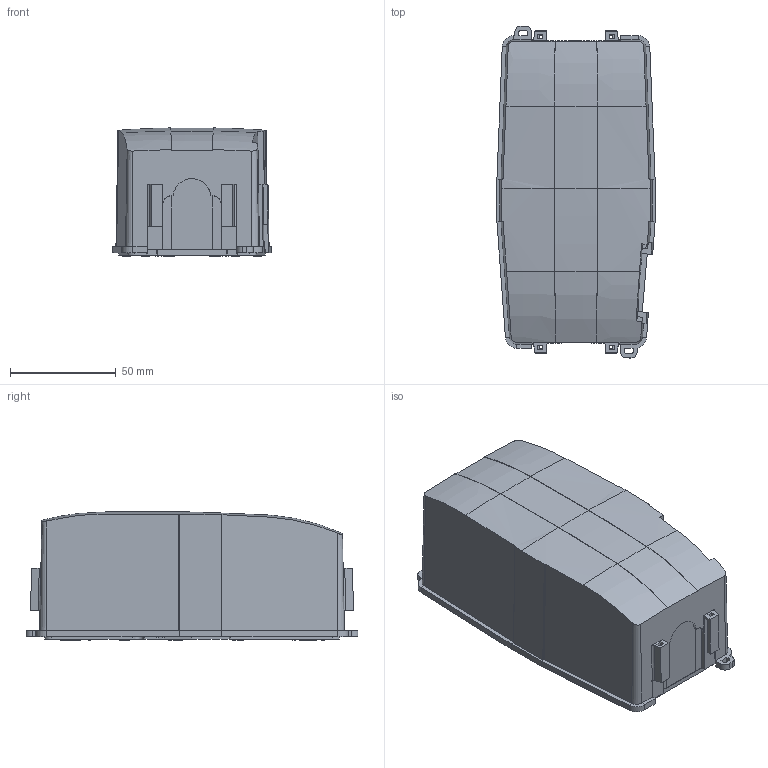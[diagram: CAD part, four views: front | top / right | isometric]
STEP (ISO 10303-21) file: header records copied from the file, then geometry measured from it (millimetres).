
FILE_DESCRIPTION(('CATIA V5 STEP Exchange','CAx-IF Rec.Pracs.--- Model Styling and Organization---1.5--- 2016-08-15','CAx-IF Rec.Pracs.---Supplemental Geometry---1.0---2011-11-01','CAx-IF Rec.Pracs.--- Composite Materials ---1.1---2010-07-15'),'2;1');
FILE_NAME ('008942-2_4', '2025-03-24T08:28:44+00:00', ('none'), ('Weidmueller'), 'CATIA Version 5-6 Release 2022 SP4 HF5', 'CATIA V5 STEP AP214 v3', 'none');
FILE_SCHEMA(('AUTOMOTIVE_DESIGN { 1 0 10303 214 1 1 1 1 }'));
Length unit declared in the file: millimetre
Products named in the file (1): 1206530000
Bounding box: 74.8 x 157 x 60.6 mm (x, y, z)
Volume: 487917.5 mm3; surface area: 69618.4 mm2
Topology: 1 solids, 3 shells, 605 faces, 1744 edges, 1173 vertices
Faces by surface type: plane 495, cylinder 81, torus 12, cone 6, extrusion 5, sphere 4, revolution 2
Entity records: 19301 total; most frequent: CARTESIAN_POINT 3920, ORIENTED_EDGE 3488, DIRECTION 2339, EDGE_CURVE 1744, VECTOR 1409, LINE 1404, VERTEX_POINT 1173, EDGE_LOOP 649
